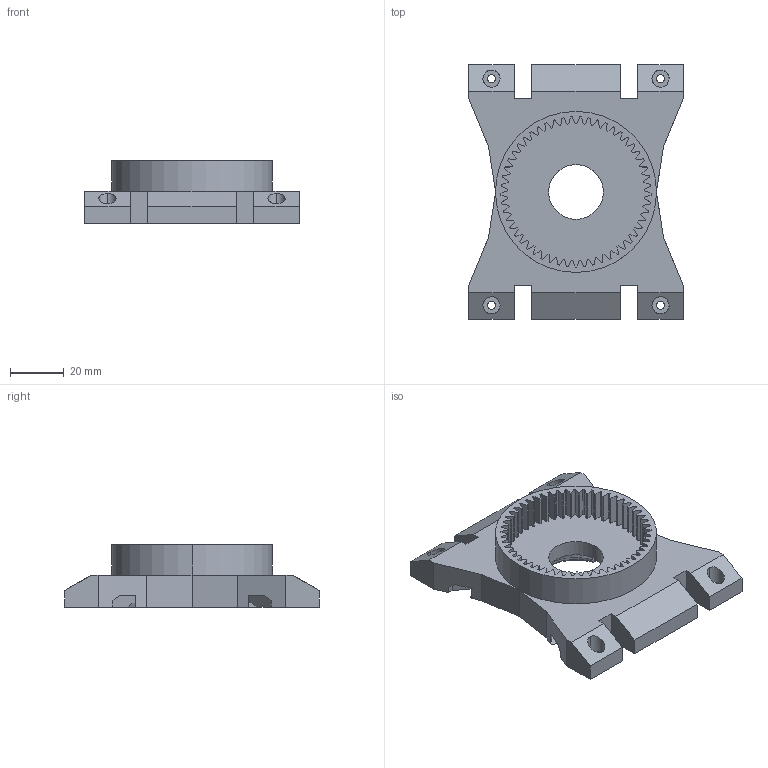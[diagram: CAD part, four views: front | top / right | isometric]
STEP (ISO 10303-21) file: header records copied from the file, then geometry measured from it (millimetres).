
FILE_DESCRIPTION (( 'STEP AP203' ), '1' );
FILE_NAME ('8.) Lower Frame.STEP', '2024-05-11T15:48:04', ( '' ), ( '' ), 'SwSTEP 2.0', 'SolidWorks 2024', '' );
FILE_SCHEMA (( 'CONFIG_CONTROL_DESIGN' ));
Length unit declared in the file: millimetre
Products named in the file (1): 8.) Lower Frame
Bounding box: 80 x 95 x 23.4 mm (x, y, z)
Volume: 66518 mm3; surface area: 27089.2 mm2
Topology: 1 solids, 1 shells, 345 faces, 993 edges, 658 vertices
Faces by surface type: plane 252, cylinder 88, cone 5
Entity records: 11340 total; most frequent: CARTESIAN_POINT 2027, ORIENTED_EDGE 1986, DIRECTION 1849, EDGE_CURVE 993, VECTOR 809, LINE 809, VERTEX_POINT 658, AXIS2_PLACEMENT_3D 520
